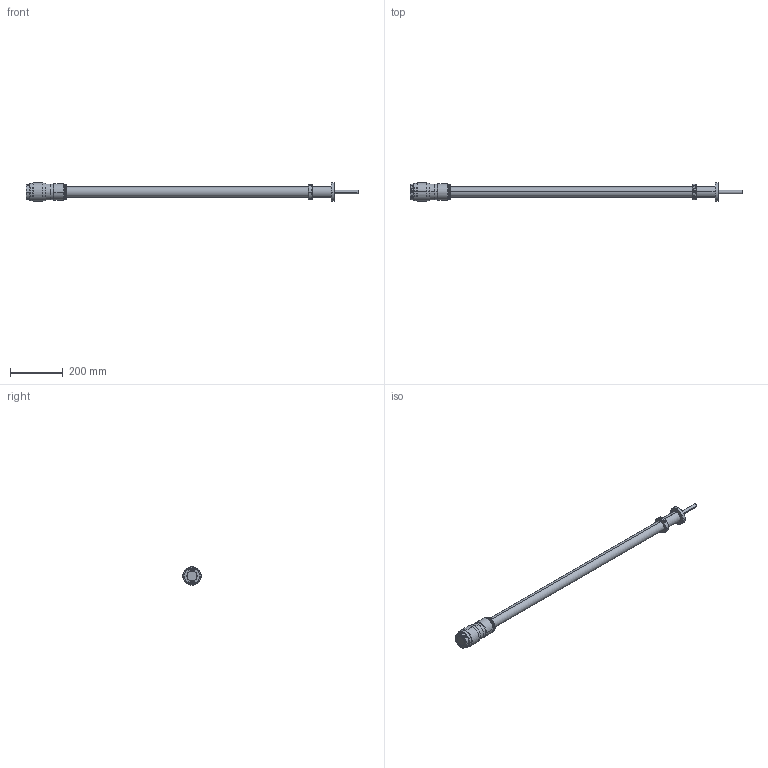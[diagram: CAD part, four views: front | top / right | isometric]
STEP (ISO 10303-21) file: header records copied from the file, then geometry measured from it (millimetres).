
FILE_DESCRIPTION (( 'STEP AP214' ), '1' );
FILE_NAME ('FLLRE-275-50-36_LD.STEP', '2019-12-30T17:11:38', ( '' ), ( '' ), 'SwSTEP 2.0', 'SolidWorks 2010', '' );
FILE_SCHEMA (( 'AUTOMOTIVE_DESIGN' ));
Length unit declared in the file: inch
Products named in the file (1): FLLRE-275-50-36_LD
Bounding box: 1255.56 x 69.85 x 69.85 mm (x, y, z)
Surface area: 287899.3 mm2 (no closed solid volume)
Topology: 0 solids, 75 shells, 378 faces, 4956 edges, 4254 vertices
Faces by surface type: plane 169, cylinder 152, cone 46, bspline 11
Entity records: 59293 total; most frequent: CARTESIAN_POINT 22577, ORIENTED_EDGE 5888, DIRECTION 5687, EDGE_CURVE 4952, VERTEX_POINT 4254, VECTOR 2663, LINE 2663, AXIS2_PLACEMENT_3D 1512
